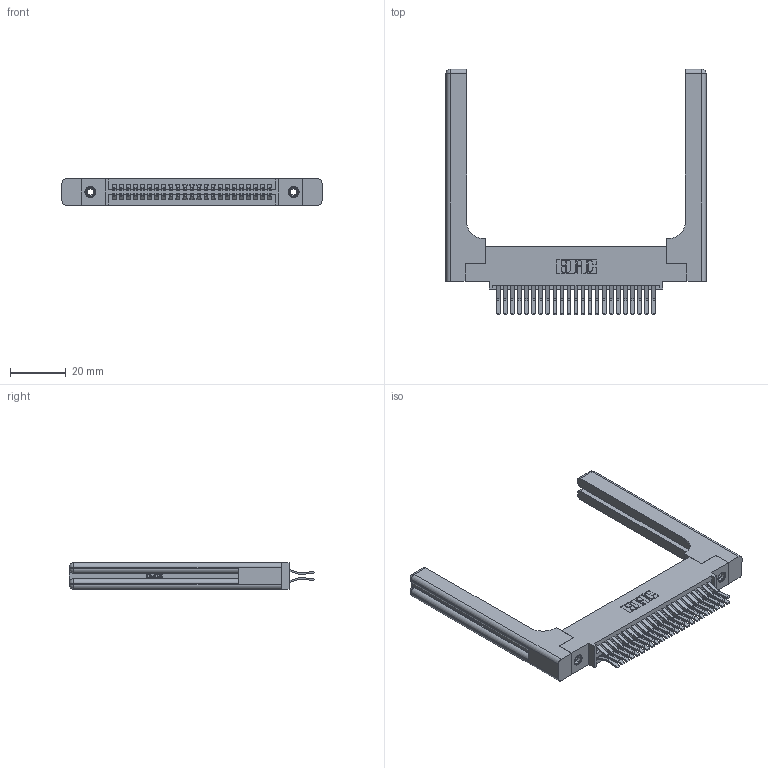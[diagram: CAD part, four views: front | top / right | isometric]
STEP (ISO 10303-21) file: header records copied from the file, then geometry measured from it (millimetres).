
FILE_DESCRIPTION (( 'STEP AP203' ), '1' );
FILE_NAME ('395-046-560-558.STEP', '2019-10-19T04:56:31', ( '' ), ( '' ), 'SwSTEP 2.0', 'SolidWorks 2016', '' );
FILE_SCHEMA (( 'CONFIG_CONTROL_DESIGN' ));
Length unit declared in the file: inch
Products named in the file (5): 345-292-001_560 Tail; 345-250-001_345-250-001-102; 345-220-058_345-220-058; 395-046-560-558; 345 Part_0.110 Offset - 0.156 Dia-TH
Assembly tree (51 placements, depth 2):
  395-046-560-558
    345 Part_0.110 Offset - 0.156 Dia-TH
    345-292-001_560 Tail  x46
    345-250-001_345-250-001-102  x2
    345-220-058_345-220-058  x2
Bounding box: 93.45 x 88.2 x 9.4 mm (x, y, z)
Volume: 17604.4 mm3; surface area: 19053.8 mm2
Topology: 51 solids, 51 shells, 2778 faces, 8149 edges, 5350 vertices
Faces by surface type: plane 1750, cylinder 968, bspline 36, cone 12, sphere 8, torus 4
Entity records: 26006 total; most frequent: CARTESIAN_POINT 5373, ORIENTED_EDGE 4104, DIRECTION 3696, EDGE_CURVE 2052, LINE 1732, VECTOR 1732, VERTEX_POINT 1358, AXIS2_PLACEMENT_3D 982
